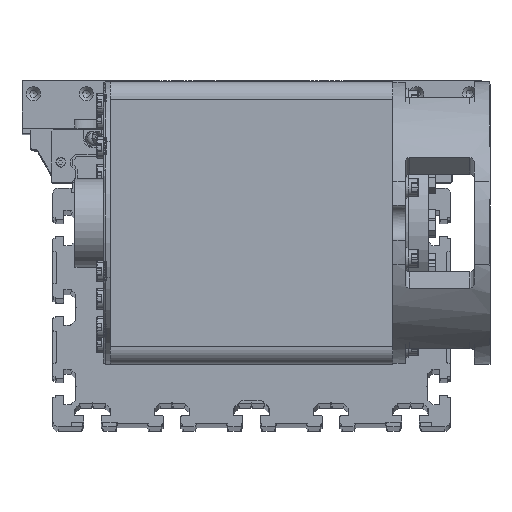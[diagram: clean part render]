
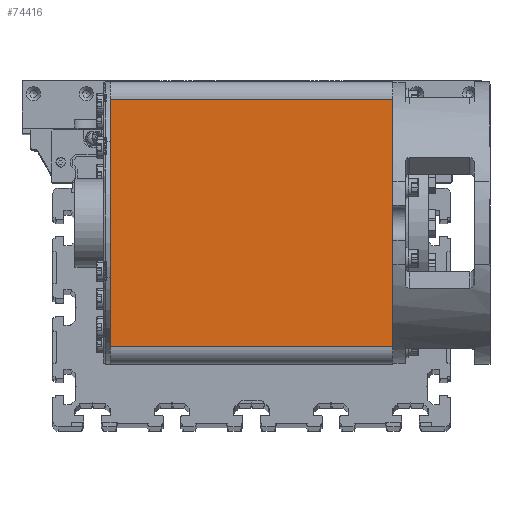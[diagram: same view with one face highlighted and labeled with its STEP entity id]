
A CAD part, top view. The second image highlights one B-rep face of the part: STEP entity #74416.
In plain terms, the highlighted face is planar.
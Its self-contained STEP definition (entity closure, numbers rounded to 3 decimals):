
#3124=PLANE('',#80672);
#7016=FACE_OUTER_BOUND('',#11003,.T.);
#11003=EDGE_LOOP('',(#65172,#65173,#65174,#65175));
#18309=LINE('',#134471,#25685);
#18310=LINE('',#134474,#25686);
#18311=LINE('',#134476,#25687);
#18312=LINE('',#134477,#25688);
#25685=VECTOR('',#99693,10.);
#25686=VECTOR('',#99696,10.);
#25687=VECTOR('',#99697,10.);
#25688=VECTOR('',#99698,10.);
#35152=VERTEX_POINT('',#134465);
#35154=VERTEX_POINT('',#134469);
#35155=VERTEX_POINT('',#134473);
#35156=VERTEX_POINT('',#134475);
#45235=EDGE_CURVE('',#35152,#35154,#18309,.T.);
#45236=EDGE_CURVE('',#35152,#35155,#18310,.T.);
#45237=EDGE_CURVE('',#35156,#35154,#18311,.T.);
#45238=EDGE_CURVE('',#35155,#35156,#18312,.T.);
#65172=ORIENTED_EDGE('',*,*,#45236,.F.);
#65173=ORIENTED_EDGE('',*,*,#45235,.T.);
#65174=ORIENTED_EDGE('',*,*,#45237,.F.);
#65175=ORIENTED_EDGE('',*,*,#45238,.F.);
#74416=ADVANCED_FACE('',(#7016),#3124,.T.);
#80672=AXIS2_PLACEMENT_3D('',#134472,#99694,#99695);
#99693=DIRECTION('',(0.,0.,-1.));
#99694=DIRECTION('center_axis',(-1.,0.,0.));
#99695=DIRECTION('ref_axis',(0.,1.,0.));
#99696=DIRECTION('',(0.,-1.,0.));
#99697=DIRECTION('',(0.,1.,0.));
#99698=DIRECTION('',(0.,0.,-1.));
#134465=CARTESIAN_POINT('',(-95.,70.,0.));
#134469=CARTESIAN_POINT('',(-95.,70.,-160.));
#134471=CARTESIAN_POINT('',(-95.,70.,0.));
#134472=CARTESIAN_POINT('Origin',(-95.,-70.,0.));
#134473=CARTESIAN_POINT('',(-95.,-70.,0.));
#134474=CARTESIAN_POINT('',(-95.,70.,0.));
#134475=CARTESIAN_POINT('',(-95.,-70.,-160.));
#134476=CARTESIAN_POINT('',(-95.,70.,-160.));
#134477=CARTESIAN_POINT('',(-95.,-70.,0.));
